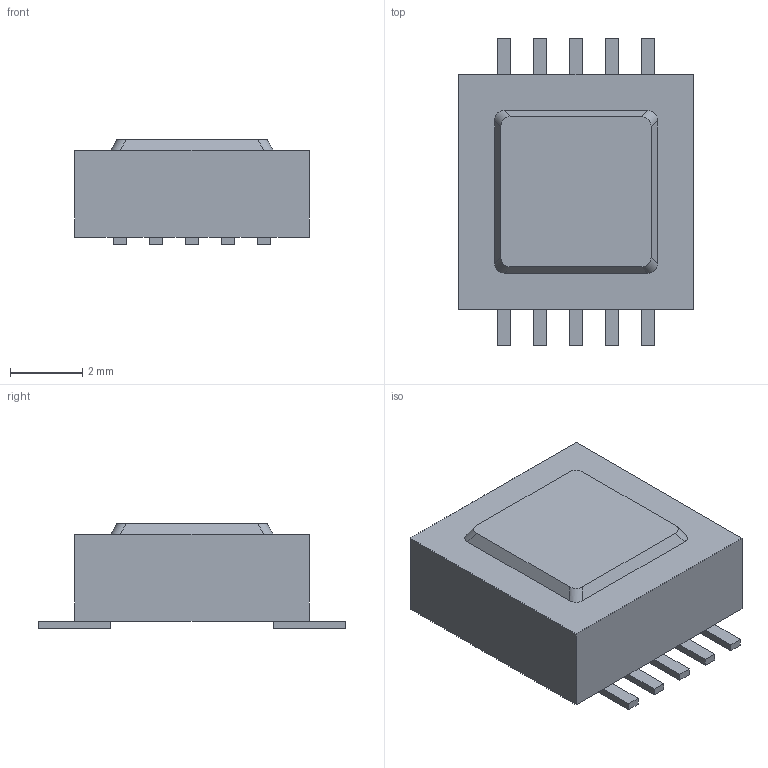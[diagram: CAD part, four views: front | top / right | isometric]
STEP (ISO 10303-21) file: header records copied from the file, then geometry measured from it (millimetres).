
FILE_DESCRIPTION (( 'STEP AP214' ), '1' );
FILE_NAME ('1487UD2 - N02.STEP', '2020-06-25T08:51:59', ( '' ), ( '' ), 'SwSTEP 2.0', 'SolidWorks 2018', '' );
FILE_SCHEMA (( 'AUTOMOTIVE_DESIGN' ));
Length unit declared in the file: millimetre
Products named in the file (1): 1487UD2 - N02
Bounding box: 6.5 x 8.5 x 2.9 mm (x, y, z)
Volume: 108.5 mm3; surface area: 166.7 mm2
Topology: 1 solids, 1 shells, 75 faces, 196 edges, 124 vertices
Faces by surface type: plane 71, cylinder 4
Entity records: 3089 total; most frequent: CARTESIAN_POINT 420, ORIENTED_EDGE 392, DIRECTION 340, EDGE_CURVE 196, LINE 188, VECTOR 188, VERTEX_POINT 124, UNCERTAINTY_MEASURE_WITH_UNIT 78
